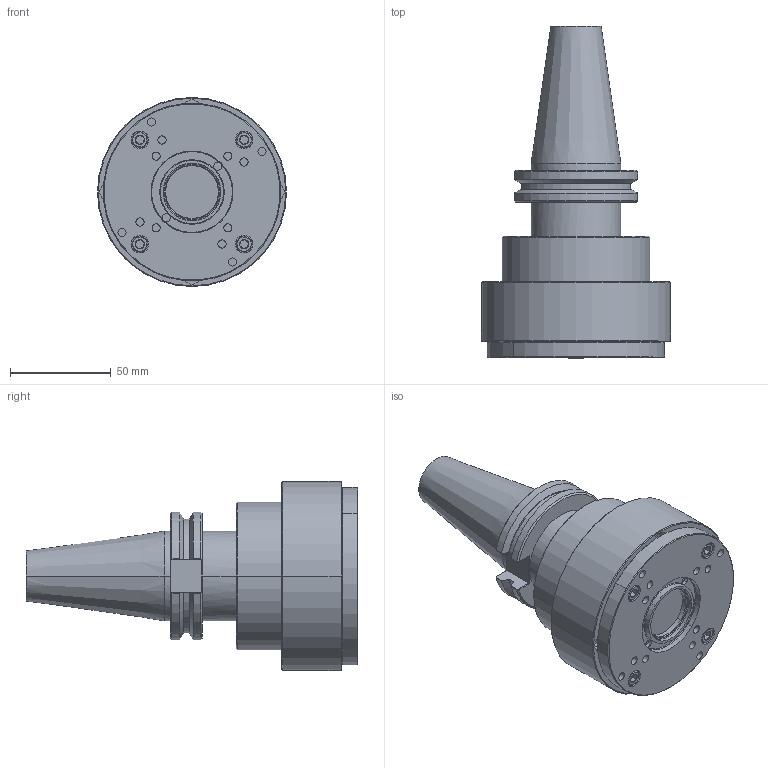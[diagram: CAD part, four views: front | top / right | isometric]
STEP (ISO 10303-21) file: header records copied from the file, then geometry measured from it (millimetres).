
FILE_DESCRIPTION (( 'STEP AP214' ), '1' );
FILE_NAME ('CV40-SA 3-31-15.STEP', '2015-04-01T01:37:11', ( '' ), ( '' ), 'SwSTEP 2.0', 'SolidWorks 2014', '' );
FILE_SCHEMA (( 'AUTOMOTIVE_DESIGN' ));
Length unit declared in the file: inch
Products named in the file (1): CV40-SA 3-31-15
Bounding box: 93.65 x 164.36 x 93.65 mm (x, y, z)
Volume: 478516.4 mm3; surface area: 51339.8 mm2
Topology: 1 solids, 1 shells, 279 faces, 630 edges, 382 vertices
Faces by surface type: cylinder 112, plane 80, cone 68, bspline 12, torus 7
Entity records: 9226 total; most frequent: CARTESIAN_POINT 2080, DIRECTION 1340, ORIENTED_EDGE 1256, EDGE_CURVE 628, AXIS2_PLACEMENT_3D 556, VERTEX_POINT 382, EDGE_LOOP 318, CIRCLE 288
